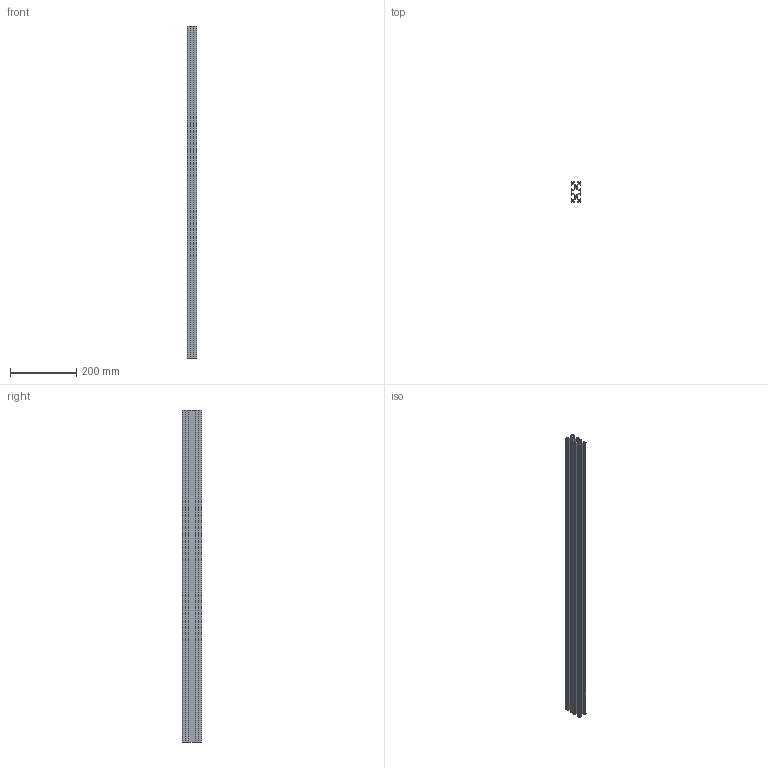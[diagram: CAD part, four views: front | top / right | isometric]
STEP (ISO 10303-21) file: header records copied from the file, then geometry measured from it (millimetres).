
FILE_DESCRIPTION (( 'STEP AP203' ), '1' );
FILE_NAME ('ALF-3060-8B.step', '2024-08-07T10:23:52', ( '' ), ( '' ), 'SwSTEP 2.0', 'SolidWorks 2022', '' );
FILE_SCHEMA (( 'CONFIG_CONTROL_DESIGN' ));
Length unit declared in the file: millimetre
Products named in the file (1): ALF-3060-8B
Bounding box: 30 x 60 x 1000 mm (x, y, z)
Volume: 570708.5 mm3; surface area: 529439.1 mm2
Topology: 1 solids, 1 shells, 214 faces, 636 edges, 424 vertices
Faces by surface type: plane 118, cylinder 96
Entity records: 7317 total; most frequent: CARTESIAN_POINT 1275, ORIENTED_EDGE 1272, DIRECTION 1258, EDGE_CURVE 636, VECTOR 444, LINE 444, VERTEX_POINT 424, AXIS2_PLACEMENT_3D 407
